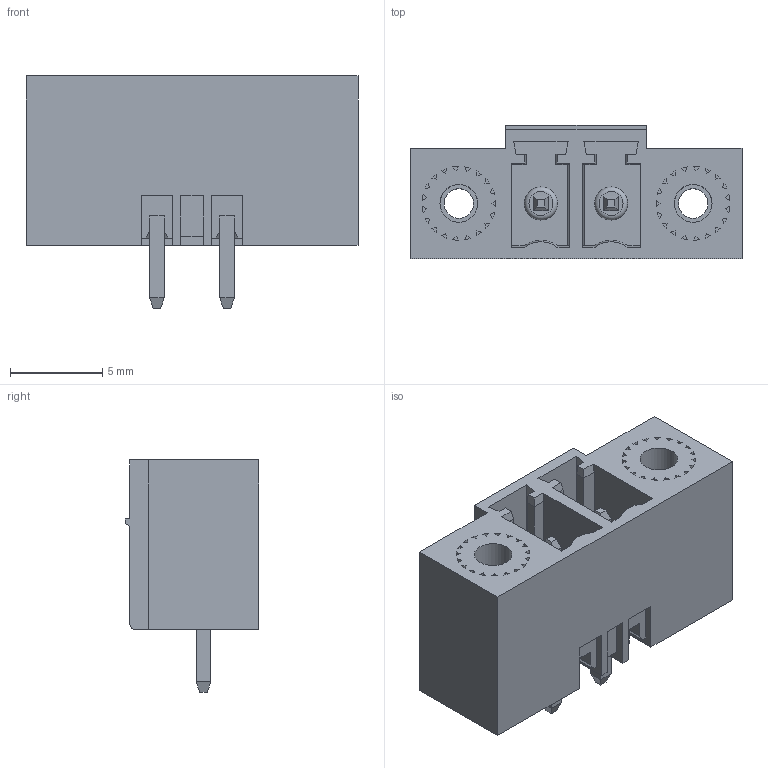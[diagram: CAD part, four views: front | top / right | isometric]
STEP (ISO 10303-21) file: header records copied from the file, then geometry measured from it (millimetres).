
FILE_DESCRIPTION(('STEP AP214'),'1');
FILE_NAME('PV02-3,81-V-K.stp','2018-11-30T16:11:05',(' '),(' '),'Spatial InterOp 3D',' ',' ');
FILE_SCHEMA(('automotive_design'));
Length unit declared in the file: metre
Products named in the file (1): 1
Bounding box: 18.02 x 7.25 x 12.6 mm (x, y, z)
Volume: 790.1 mm3; surface area: 1194.8 mm2
Topology: 1 solids, 1 shells, 297 faces, 715 edges, 466 vertices
Faces by surface type: plane 246, cylinder 47, cone 2, torus 2
Full cylindrical faces by diameter (mm): 1.6 x2, 1.8 x2, 2.05 x2
Entity records: 10822 total; most frequent: CARTESIAN_POINT 1471, ORIENTED_EDGE 1402, DIRECTION 1391, EDGE_CURVE 701, LINE 599, VECTOR 599, VERTEX_POINT 460, AXIS2_PLACEMENT_3D 396
